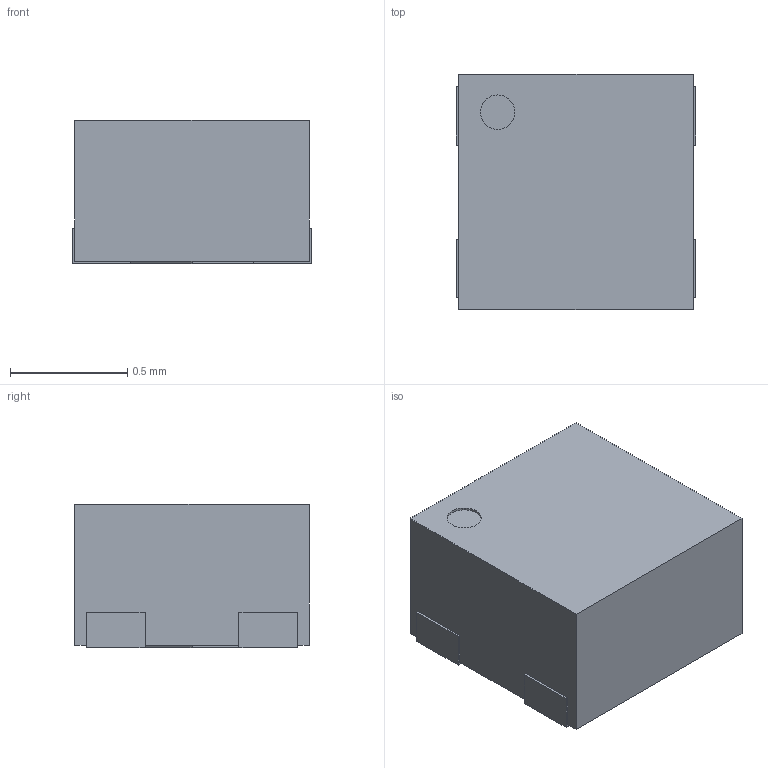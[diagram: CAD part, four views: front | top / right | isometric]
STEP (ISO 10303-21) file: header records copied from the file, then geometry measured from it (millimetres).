
FILE_DESCRIPTION (( 'STEP AP214' ), '1' );
FILE_NAME ('錨璃8.STEP', '2025-03-04T08:54:42', ( '' ), ( '' ), 'SwSTEP 2.0', 'SolidWorks 2021', '' );
FILE_SCHEMA (( 'AUTOMOTIVE_DESIGN' ));
Length unit declared in the file: millimetre
Products named in the file (1): 錨璃8
Bounding box: 1.02 x 1 x 0.61 mm (x, y, z)
Volume: 0.6 mm3; surface area: 4.5 mm2
Topology: 1 solids, 1 shells, 265 faces, 726 edges, 484 vertices
Faces by surface type: plane 165, bspline 98, cylinder 2
Entity records: 11785 total; most frequent: CARTESIAN_POINT 2782, ORIENTED_EDGE 1452, DIRECTION 866, EDGE_CURVE 726, VECTOR 522, LINE 522, VERTEX_POINT 484, EDGE_LOOP 286
